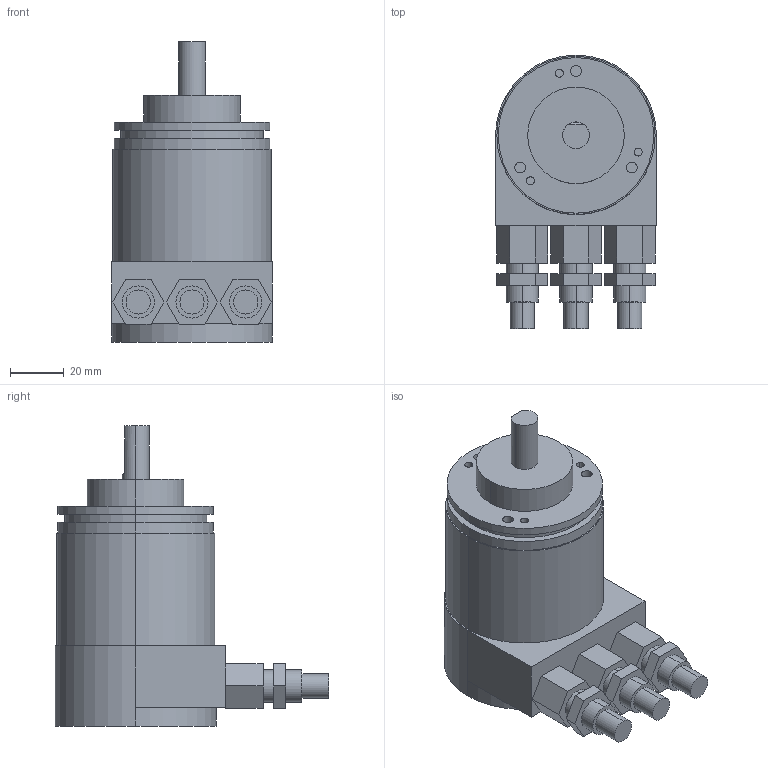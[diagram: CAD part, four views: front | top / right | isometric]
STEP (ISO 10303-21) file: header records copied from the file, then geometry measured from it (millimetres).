
FILE_DESCRIPTION((''),'2;1');
FILE_NAME('PVS58-D201474B','2005-12-15T',('Pepperl+Fuchs'),('Industriehansa'),'PRO/ENGINEER BY PARAMETRIC TECHNOLOGY CORPORATION, 2005290','PRO/ENGINEER BY PARAMETRIC TECHNOLOGY CORPORATION, 2005290','');
FILE_SCHEMA(('AUTOMOTIVE_DESIGN_CC2 { 1 2 10303 214 -1 1 5 2 }'));
Length unit declared in the file: millimetre
Products named in the file (1): PVS58-D201474B
Bounding box: 60 x 102 x 112 mm (x, y, z)
Volume: 268115.2 mm3; surface area: 31716.7 mm2
Topology: 1 solids, 1 shells, 119 faces, 271 edges, 178 vertices
Faces by surface type: plane 74, cylinder 45
Entity records: 4667 total; most frequent: DIRECTION 597, CARTESIAN_POINT 588, ORIENTED_EDGE 542, PRESENTATION_STYLE_ASSIGNMENT 325, STYLED_ITEM 310, CURVE_STYLE 271, EDGE_CURVE 271, AXIS2_PLACEMENT_3D 209
